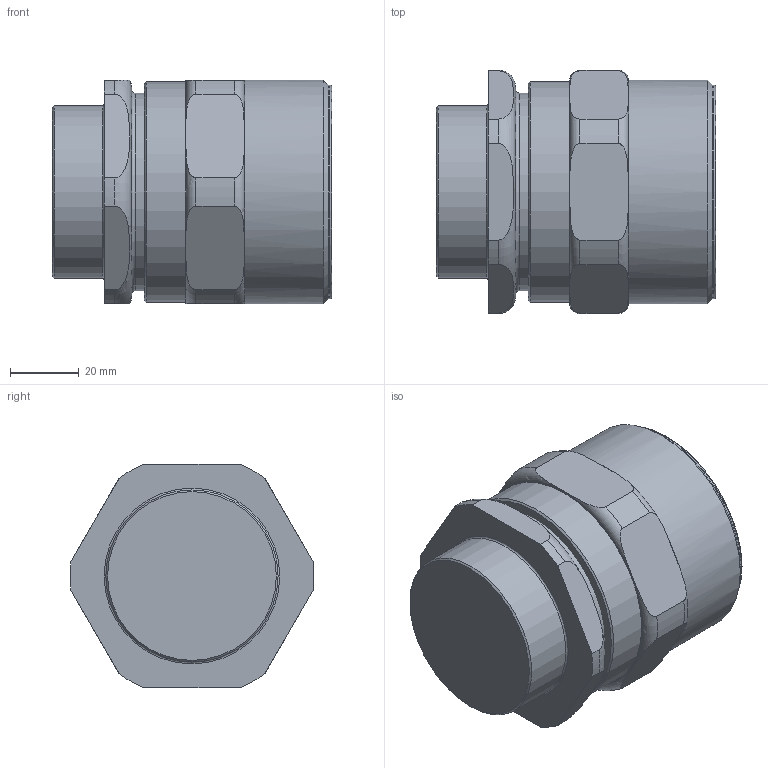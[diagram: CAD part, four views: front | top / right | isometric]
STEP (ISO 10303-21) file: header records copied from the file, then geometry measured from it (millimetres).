
FILE_DESCRIPTION(/* description */ (''),/* implementation_level */ '2;1');
FILE_NAME(/* name */ '150 RAC D.stp',/* time_stamp */ '2019-08-06T11:01:58+06:00',/* author */ ('vinaykumark'),/* organization */ (''),/* preprocessor_version */ 'ST-DEVELOPER v16.13',/* originating_system */ 'Autodesk Inventor 2018',/* authorisation */ '');
FILE_SCHEMA (('AUTOMOTIVE_DESIGN { 1 0 10303 214 3 1 1 }'));
Length unit declared in the file: millimetre
Products named in the file (1): 150 RAC A
Bounding box: 81.1 x 70.77 x 65 mm (x, y, z)
Surface area: 58091.7 mm2
Topology: 6 solids, 6 shells, 148 faces, 313 edges, 179 vertices
Faces by surface type: torus 41, cone 41, cylinder 36, plane 26, sphere 4
Full cylindrical faces by diameter (mm): 1 x12, 44.5 x1, 50 x1, 53.25 x1, 56.5 x1, 57.2 x3, 57.45 x1, 60.325 x1, 62.08 x1, 63.95 x1, 64.88 x1
Entity records: 3813 total; most frequent: CARTESIAN_POINT 981, DIRECTION 608, ORIENTED_EDGE 376, AXIS2_PLACEMENT_3D 289, EDGE_LOOP 260, EDGE_CURVE 188, VERTEX_POINT 164, FACE_OUTER_BOUND 148
